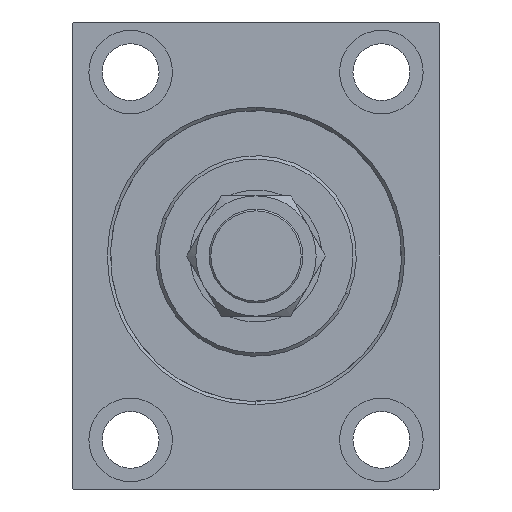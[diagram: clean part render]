
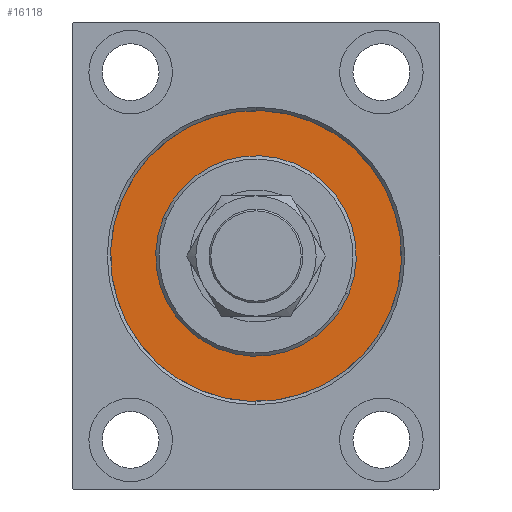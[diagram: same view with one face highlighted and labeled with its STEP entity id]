
A CAD part, left-side view. The second image highlights one B-rep face of the part: STEP entity #16118.
In plain terms, the highlighted face is planar.
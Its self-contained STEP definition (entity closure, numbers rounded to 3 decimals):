
#1390 = CARTESIAN_POINT ( 'NONE',  ( 0., 0., 43.5 ) ) ;
#1671 = AXIS2_PLACEMENT_3D ( 'NONE', #32260, #11479, #39480 ) ;
#2304 = CARTESIAN_POINT ( 'NONE',  ( 0., 0., -43.5 ) ) ;
#2427 = FACE_OUTER_BOUND ( 'NONE', #25697, .T. ) ;
#2761 = VERTEX_POINT ( 'NONE', #2304 ) ;
#3331 = VERTEX_POINT ( 'NONE', #17821 ) ;
#5267 = CARTESIAN_POINT ( 'NONE',  ( 0., 0., -30. ) ) ;
#5852 = DIRECTION ( 'NONE',  ( 1., 0., 0. ) ) ;
#6092 = CARTESIAN_POINT ( 'NONE',  ( 0., 0., 0. ) ) ;
#7782 = ORIENTED_EDGE ( 'NONE', *, *, #16711, .F. ) ;
#8991 = FACE_BOUND ( 'NONE', #40814, .T. ) ;
#11479 = DIRECTION ( 'NONE',  ( -1., 0., 0. ) ) ;
#12041 = CIRCLE ( 'NONE', #30683, 30. ) ;
#13692 = ORIENTED_EDGE ( 'NONE', *, *, #21531, .F. ) ;
#15106 = CIRCLE ( 'NONE', #1671, 43.5 ) ;
#15239 = CIRCLE ( 'NONE', #15998, 43.5 ) ;
#15729 = VERTEX_POINT ( 'NONE', #1390 ) ;
#15998 = AXIS2_PLACEMENT_3D ( 'NONE', #29883, #28957, #43194 ) ;
#16118 = ADVANCED_FACE ( 'NONE', ( #8991, #2427 ), #20188, .F. ) ;
#16711 = EDGE_CURVE ( 'NONE', #15729, #2761, #15106, .T. ) ;
#17821 = CARTESIAN_POINT ( 'NONE',  ( 0., 0., 30. ) ) ;
#18939 = ORIENTED_EDGE ( 'NONE', *, *, #19491, .F. ) ;
#18963 = DIRECTION ( 'NONE',  ( 1., 0., 0. ) ) ;
#19491 = EDGE_CURVE ( 'NONE', #20685, #3331, #36048, .T. ) ;
#20188 = PLANE ( 'NONE',  #38912 ) ;
#20685 = VERTEX_POINT ( 'NONE', #5267 ) ;
#21531 = EDGE_CURVE ( 'NONE', #2761, #15729, #15239, .T. ) ;
#23930 = DIRECTION ( 'NONE',  ( 0., 0., 1. ) ) ;
#25697 = EDGE_LOOP ( 'NONE', ( #13692, #7782 ) ) ;
#25974 = DIRECTION ( 'NONE',  ( 0., 0., -1. ) ) ;
#28957 = DIRECTION ( 'NONE',  ( -1., 0., 0. ) ) ;
#29010 = CARTESIAN_POINT ( 'NONE',  ( 0., 0., 0. ) ) ;
#29369 = AXIS2_PLACEMENT_3D ( 'NONE', #6092, #5852, #31306 ) ;
#29883 = CARTESIAN_POINT ( 'NONE',  ( 0., 0., 0. ) ) ;
#30683 = AXIS2_PLACEMENT_3D ( 'NONE', #29010, #18963, #25974 ) ;
#31306 = DIRECTION ( 'NONE',  ( 0., 0., -1. ) ) ;
#32260 = CARTESIAN_POINT ( 'NONE',  ( 0., 0., 0. ) ) ;
#36048 = CIRCLE ( 'NONE', #29369, 30. ) ;
#36355 = EDGE_CURVE ( 'NONE', #3331, #20685, #12041, .T. ) ;
#37161 = ORIENTED_EDGE ( 'NONE', *, *, #36355, .F. ) ;
#38912 = AXIS2_PLACEMENT_3D ( 'NONE', #41668, #41442, #23930 ) ;
#39480 = DIRECTION ( 'NONE',  ( 0., 0., 1. ) ) ;
#40814 = EDGE_LOOP ( 'NONE', ( #37161, #18939 ) ) ;
#41442 = DIRECTION ( 'NONE',  ( -1., 0., 0. ) ) ;
#41668 = CARTESIAN_POINT ( 'NONE',  ( 0., 0., 0. ) ) ;
#43194 = DIRECTION ( 'NONE',  ( 0., 0., 1. ) ) ;
